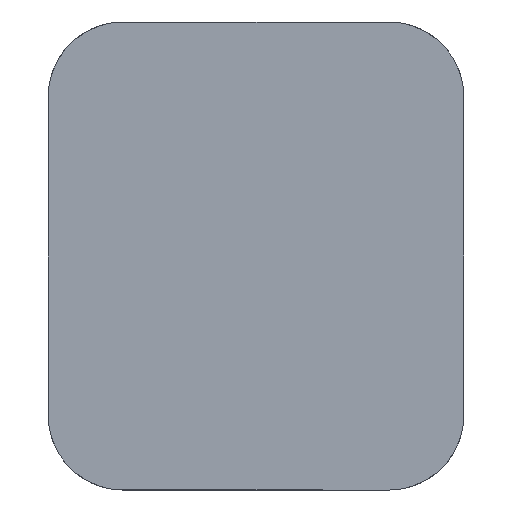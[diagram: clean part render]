
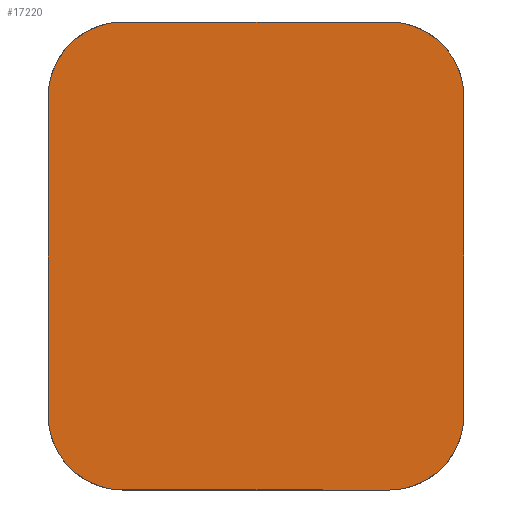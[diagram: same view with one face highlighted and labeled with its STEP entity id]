
A CAD part, left-side view. The second image highlights one B-rep face of the part: STEP entity #17220.
In plain terms, the highlighted planar face has unit normal (-1, 0, 0).
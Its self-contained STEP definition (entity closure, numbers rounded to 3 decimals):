
#175 = VERTEX_POINT ( 'NONE', #21349 ) ;
#273 = AXIS2_PLACEMENT_3D ( 'NONE', #3516, #14835, #11148 ) ;
#387 = EDGE_CURVE ( 'NONE', #7381, #19863, #3547, .T. ) ;
#1432 = DIRECTION ( 'NONE',  ( -1., 0., 0. ) ) ;
#1830 = AXIS2_PLACEMENT_3D ( 'NONE', #14249, #3084, #16141 ) ;
#2317 = VECTOR ( 'NONE', #16092, 1000. ) ;
#3084 = DIRECTION ( 'NONE',  ( 1., 0., 0. ) ) ;
#3484 = VERTEX_POINT ( 'NONE', #3705 ) ;
#3491 = LINE ( 'NONE', #13872, #2317 ) ;
#3516 = CARTESIAN_POINT ( 'NONE',  ( -57.75, -8.88, 10.62 ) ) ;
#3547 = CIRCLE ( 'NONE', #15949, 5. ) ;
#3705 = CARTESIAN_POINT ( 'NONE',  ( -57.75, -8.88, -15.62 ) ) ;
#4408 = CARTESIAN_POINT ( 'NONE',  ( -57.75, -13.88, 10.62 ) ) ;
#4503 = ORIENTED_EDGE ( 'NONE', *, *, #23263, .T. ) ;
#5136 = DIRECTION ( 'NONE',  ( 0., 0., -1. ) ) ;
#5566 = CARTESIAN_POINT ( 'NONE',  ( -57.75, 8.88, 10.62 ) ) ;
#5855 = VERTEX_POINT ( 'NONE', #6306 ) ;
#6306 = CARTESIAN_POINT ( 'NONE',  ( -57.75, 8.88, -15.62 ) ) ;
#6695 = CARTESIAN_POINT ( 'NONE',  ( -57.75, 0., -15.62 ) ) ;
#6937 = DIRECTION ( 'NONE',  ( 0., -1., 0. ) ) ;
#6956 = DIRECTION ( 'NONE',  ( 0., 0., 1. ) ) ;
#7021 = LINE ( 'NONE', #6695, #10801 ) ;
#7127 = EDGE_CURVE ( 'NONE', #19863, #15339, #15066, .T. ) ;
#7381 = VERTEX_POINT ( 'NONE', #15055 ) ;
#7760 = VECTOR ( 'NONE', #5136, 1000. ) ;
#8379 = FACE_OUTER_BOUND ( 'NONE', #10217, .T. ) ;
#8830 = CARTESIAN_POINT ( 'NONE',  ( -57.75, -8.88, 10.62 ) ) ;
#9425 = ORIENTED_EDGE ( 'NONE', *, *, #387, .T. ) ;
#10217 = EDGE_LOOP ( 'NONE', ( #12248, #22965, #17317, #4503, #9425, #15322, #23127, #11592 ) ) ;
#10801 = VECTOR ( 'NONE', #6937, 1000. ) ;
#10851 = CARTESIAN_POINT ( 'NONE',  ( -57.75, 8.88, -10.62 ) ) ;
#11148 = DIRECTION ( 'NONE',  ( 0., 0., 1. ) ) ;
#11460 = AXIS2_PLACEMENT_3D ( 'NONE', #8830, #1432, #6956 ) ;
#11539 = CARTESIAN_POINT ( 'NONE',  ( -57.75, -13.88, -10.62 ) ) ;
#11592 = ORIENTED_EDGE ( 'NONE', *, *, #15278, .T. ) ;
#11745 = AXIS2_PLACEMENT_3D ( 'NONE', #10851, #18539, #14849 ) ;
#12248 = ORIENTED_EDGE ( 'NONE', *, *, #20184, .F. ) ;
#13259 = EDGE_CURVE ( 'NONE', #175, #20508, #23118, .T. ) ;
#13872 = CARTESIAN_POINT ( 'NONE',  ( -57.75, -8.88, 15.62 ) ) ;
#14190 = CARTESIAN_POINT ( 'NONE',  ( -57.75, 13.88, -10.62 ) ) ;
#14249 = CARTESIAN_POINT ( 'NONE',  ( -57.75, -8.88, -10.62 ) ) ;
#14386 = PLANE ( 'NONE',  #11460 ) ;
#14835 = DIRECTION ( 'NONE',  ( -1., 0., 0. ) ) ;
#14849 = DIRECTION ( 'NONE',  ( 0., 0., 1. ) ) ;
#15055 = CARTESIAN_POINT ( 'NONE',  ( -57.75, 8.88, 15.62 ) ) ;
#15066 = LINE ( 'NONE', #19336, #7760 ) ;
#15278 = EDGE_CURVE ( 'NONE', #5855, #3484, #7021, .T. ) ;
#15322 = ORIENTED_EDGE ( 'NONE', *, *, #7127, .T. ) ;
#15339 = VERTEX_POINT ( 'NONE', #14190 ) ;
#15723 = EDGE_CURVE ( 'NONE', #15339, #5855, #19253, .T. ) ;
#15816 = DIRECTION ( 'NONE',  ( 0., 0., 1. ) ) ;
#15949 = AXIS2_PLACEMENT_3D ( 'NONE', #5566, #16660, #16505 ) ;
#16092 = DIRECTION ( 'NONE',  ( 0., 1., 0. ) ) ;
#16141 = DIRECTION ( 'NONE',  ( 0., 0., 1. ) ) ;
#16270 = CARTESIAN_POINT ( 'NONE',  ( -57.75, -8.88, 15.62 ) ) ;
#16505 = DIRECTION ( 'NONE',  ( 0., 0., 1. ) ) ;
#16660 = DIRECTION ( 'NONE',  ( -1., 0., 0. ) ) ;
#17220 = ADVANCED_FACE ( 'NONE', ( #8379 ), #14386, .T. ) ;
#17317 = ORIENTED_EDGE ( 'NONE', *, *, #13259, .T. ) ;
#17669 = EDGE_CURVE ( 'NONE', #18473, #175, #18560, .T. ) ;
#18473 = VERTEX_POINT ( 'NONE', #11539 ) ;
#18539 = DIRECTION ( 'NONE',  ( -1., 0., 0. ) ) ;
#18560 = LINE ( 'NONE', #4408, #20589 ) ;
#19253 = CIRCLE ( 'NONE', #11745, 5. ) ;
#19336 = CARTESIAN_POINT ( 'NONE',  ( -57.75, 13.88, 10.62 ) ) ;
#19863 = VERTEX_POINT ( 'NONE', #23144 ) ;
#20184 = EDGE_CURVE ( 'NONE', #18473, #3484, #23136, .T. ) ;
#20508 = VERTEX_POINT ( 'NONE', #16270 ) ;
#20589 = VECTOR ( 'NONE', #15816, 1000. ) ;
#21349 = CARTESIAN_POINT ( 'NONE',  ( -57.75, -13.88, 10.62 ) ) ;
#22965 = ORIENTED_EDGE ( 'NONE', *, *, #17669, .T. ) ;
#23118 = CIRCLE ( 'NONE', #273, 5. ) ;
#23127 = ORIENTED_EDGE ( 'NONE', *, *, #15723, .T. ) ;
#23136 = CIRCLE ( 'NONE', #1830, 5. ) ;
#23144 = CARTESIAN_POINT ( 'NONE',  ( -57.75, 13.88, 10.62 ) ) ;
#23263 = EDGE_CURVE ( 'NONE', #20508, #7381, #3491, .T. ) ;
